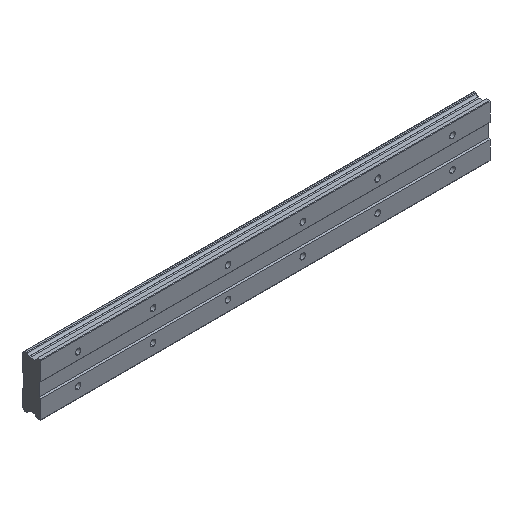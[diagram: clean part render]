
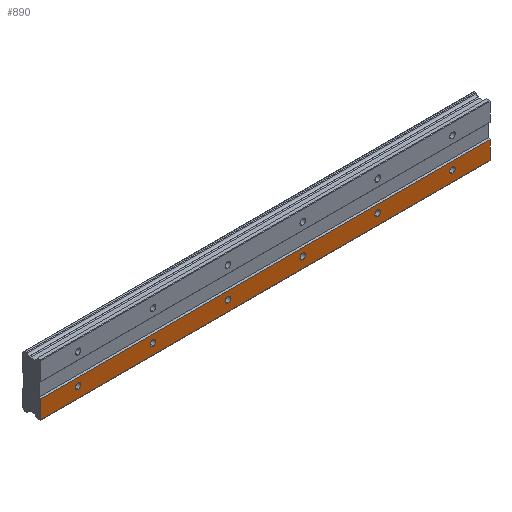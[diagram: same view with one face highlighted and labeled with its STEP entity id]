
A CAD part, isometric view. The second image highlights one B-rep face of the part: STEP entity #890.
In plain terms, the highlighted planar face has unit normal (0, -1, 0).
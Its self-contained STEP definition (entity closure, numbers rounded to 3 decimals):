
#26 = DIRECTION ( 'NONE',  ( 1., 0., 0. ) ) ;
#100 = CARTESIAN_POINT ( 'NONE',  ( 120., 0., -9.75 ) ) ;
#123 = ORIENTED_EDGE ( 'NONE', *, *, #2890, .F. ) ;
#155 = CIRCLE ( 'NONE', #734, 2.25 ) ;
#165 = DIRECTION ( 'NONE',  ( 0., 0., 1. ) ) ;
#197 = DIRECTION ( 'NONE',  ( 0., -1., 0. ) ) ;
#217 = LINE ( 'NONE', #914, #441 ) ;
#222 = DIRECTION ( 'NONE',  ( 0., 0., 1. ) ) ;
#237 = EDGE_LOOP ( 'NONE', ( #487, #2453 ) ) ;
#297 = CIRCLE ( 'NONE', #2177, 2.25 ) ;
#345 = AXIS2_PLACEMENT_3D ( 'NONE', #1544, #2044, #1575 ) ;
#350 = CARTESIAN_POINT ( 'NONE',  ( 60., 0., -12. ) ) ;
#368 = EDGE_CURVE ( 'NONE', #1877, #1425, #2352, .T. ) ;
#377 = CARTESIAN_POINT ( 'NONE',  ( 330., 0., -6. ) ) ;
#410 = EDGE_CURVE ( 'NONE', #2882, #1042, #752, .T. ) ;
#422 = DIRECTION ( 'NONE',  ( 0., 0., 1. ) ) ;
#432 = CARTESIAN_POINT ( 'NONE',  ( 240., 0., -12. ) ) ;
#434 = CARTESIAN_POINT ( 'NONE',  ( 0., 0., -12. ) ) ;
#441 = VECTOR ( 'NONE', #2314, 1000. ) ;
#443 = DIRECTION ( 'NONE',  ( 0., 0., 1. ) ) ;
#447 = VECTOR ( 'NONE', #1376, 1000. ) ;
#454 = LINE ( 'NONE', #711, #1342 ) ;
#461 = DIRECTION ( 'NONE',  ( 0., 1., 0. ) ) ;
#465 = DIRECTION ( 'NONE',  ( 0., -1., 0. ) ) ;
#467 = AXIS2_PLACEMENT_3D ( 'NONE', #2575, #2793, #165 ) ;
#475 = FACE_BOUND ( 'NONE', #237, .T. ) ;
#479 = ORIENTED_EDGE ( 'NONE', *, *, #1317, .F. ) ;
#487 = ORIENTED_EDGE ( 'NONE', *, *, #1923, .F. ) ;
#574 = ORIENTED_EDGE ( 'NONE', *, *, #1942, .F. ) ;
#615 = CARTESIAN_POINT ( 'NONE',  ( 240., 0., -14.25 ) ) ;
#624 = CARTESIAN_POINT ( 'NONE',  ( 240., 0., -9.75 ) ) ;
#639 = AXIS2_PLACEMENT_3D ( 'NONE', #1850, #2775, #2555 ) ;
#674 = VERTEX_POINT ( 'NONE', #624 ) ;
#675 = FACE_OUTER_BOUND ( 'NONE', #1213, .T. ) ;
#678 = CARTESIAN_POINT ( 'NONE',  ( 240., 0., -12. ) ) ;
#680 = DIRECTION ( 'NONE',  ( 0., -1., 0. ) ) ;
#684 = EDGE_CURVE ( 'NONE', #1217, #723, #781, .T. ) ;
#711 = CARTESIAN_POINT ( 'NONE',  ( 330., 0., -6. ) ) ;
#720 = DIRECTION ( 'NONE',  ( 0., -1., 0. ) ) ;
#723 = VERTEX_POINT ( 'NONE', #2307 ) ;
#734 = AXIS2_PLACEMENT_3D ( 'NONE', #678, #2789, #222 ) ;
#752 = CIRCLE ( 'NONE', #2492, 2.25 ) ;
#759 = LINE ( 'NONE', #978, #1990 ) ;
#781 = CIRCLE ( 'NONE', #345, 2.25 ) ;
#786 = CIRCLE ( 'NONE', #2726, 2.25 ) ;
#814 = EDGE_LOOP ( 'NONE', ( #1982, #1526 ) ) ;
#834 = CARTESIAN_POINT ( 'NONE',  ( 330., 0., -20.5 ) ) ;
#890 = ADVANCED_FACE ( 'NONE', ( #675, #2565, #1673, #475, #2612, #2585, #950 ), #1906, .F. ) ;
#914 = CARTESIAN_POINT ( 'NONE',  ( 330., 0., -20.5 ) ) ;
#920 = DIRECTION ( 'NONE',  ( 0., 0., 1. ) ) ;
#950 = FACE_BOUND ( 'NONE', #2215, .T. ) ;
#978 = CARTESIAN_POINT ( 'NONE',  ( 330., 0., 20.827 ) ) ;
#985 = AXIS2_PLACEMENT_3D ( 'NONE', #350, #2471, #1043 ) ;
#1038 = AXIS2_PLACEMENT_3D ( 'NONE', #2841, #461, #443 ) ;
#1041 = ORIENTED_EDGE ( 'NONE', *, *, #2063, .T. ) ;
#1042 = VERTEX_POINT ( 'NONE', #1270 ) ;
#1043 = DIRECTION ( 'NONE',  ( 0., 0., 1. ) ) ;
#1085 = CARTESIAN_POINT ( 'NONE',  ( 60., 0., -14.25 ) ) ;
#1095 = DIRECTION ( 'NONE',  ( 0., 0., 1. ) ) ;
#1102 = EDGE_CURVE ( 'NONE', #1232, #1708, #1934, .T. ) ;
#1147 = CARTESIAN_POINT ( 'NONE',  ( 300., 0., -14.25 ) ) ;
#1151 = CARTESIAN_POINT ( 'NONE',  ( 120., 0., -12. ) ) ;
#1188 = AXIS2_PLACEMENT_3D ( 'NONE', #432, #465, #2540 ) ;
#1193 = CIRCLE ( 'NONE', #2527, 2.25 ) ;
#1200 = ORIENTED_EDGE ( 'NONE', *, *, #1584, .F. ) ;
#1213 = EDGE_LOOP ( 'NONE', ( #479, #123, #2325, #1041 ) ) ;
#1217 = VERTEX_POINT ( 'NONE', #2268 ) ;
#1226 = CARTESIAN_POINT ( 'NONE',  ( -30., 0., -20.5 ) ) ;
#1232 = VERTEX_POINT ( 'NONE', #1085 ) ;
#1270 = CARTESIAN_POINT ( 'NONE',  ( 120., 0., -14.25 ) ) ;
#1317 = EDGE_CURVE ( 'NONE', #2976, #2403, #217, .T. ) ;
#1342 = VECTOR ( 'NONE', #26, 1000. ) ;
#1376 = DIRECTION ( 'NONE',  ( 0., 0., -1. ) ) ;
#1425 = VERTEX_POINT ( 'NONE', #1466 ) ;
#1441 = CIRCLE ( 'NONE', #1841, 2.25 ) ;
#1466 = CARTESIAN_POINT ( 'NONE',  ( 300., 0., -9.75 ) ) ;
#1499 = VERTEX_POINT ( 'NONE', #2709 ) ;
#1525 = VERTEX_POINT ( 'NONE', #377 ) ;
#1526 = ORIENTED_EDGE ( 'NONE', *, *, #2262, .F. ) ;
#1544 = CARTESIAN_POINT ( 'NONE',  ( 0., 0., -12. ) ) ;
#1575 = DIRECTION ( 'NONE',  ( 0., 0., 1. ) ) ;
#1576 = EDGE_LOOP ( 'NONE', ( #2075, #1831 ) ) ;
#1584 = EDGE_CURVE ( 'NONE', #1425, #1877, #297, .T. ) ;
#1588 = AXIS2_PLACEMENT_3D ( 'NONE', #434, #1866, #2157 ) ;
#1673 = FACE_BOUND ( 'NONE', #3003, .T. ) ;
#1708 = VERTEX_POINT ( 'NONE', #2620 ) ;
#1711 = CARTESIAN_POINT ( 'NONE',  ( 180., 0., -14.25 ) ) ;
#1744 = CARTESIAN_POINT ( 'NONE',  ( 180., 0., -9.75 ) ) ;
#1802 = VERTEX_POINT ( 'NONE', #615 ) ;
#1817 = VERTEX_POINT ( 'NONE', #1744 ) ;
#1828 = EDGE_LOOP ( 'NONE', ( #2911, #2621 ) ) ;
#1831 = ORIENTED_EDGE ( 'NONE', *, *, #2587, .F. ) ;
#1841 = AXIS2_PLACEMENT_3D ( 'NONE', #2375, #720, #2329 ) ;
#1850 = CARTESIAN_POINT ( 'NONE',  ( 60., 0., -12. ) ) ;
#1866 = DIRECTION ( 'NONE',  ( 0., -1., 0. ) ) ;
#1873 = EDGE_CURVE ( 'NONE', #1802, #674, #2769, .T. ) ;
#1877 = VERTEX_POINT ( 'NONE', #1147 ) ;
#1906 = PLANE ( 'NONE',  #1038 ) ;
#1923 = EDGE_CURVE ( 'NONE', #674, #1802, #155, .T. ) ;
#1934 = CIRCLE ( 'NONE', #985, 2.25 ) ;
#1936 = DIRECTION ( 'NONE',  ( 0., 0., -1. ) ) ;
#1942 = EDGE_CURVE ( 'NONE', #1708, #1232, #2427, .T. ) ;
#1982 = ORIENTED_EDGE ( 'NONE', *, *, #684, .F. ) ;
#1990 = VECTOR ( 'NONE', #1936, 1000. ) ;
#2044 = DIRECTION ( 'NONE',  ( 0., -1., 0. ) ) ;
#2063 = EDGE_CURVE ( 'NONE', #1499, #2403, #2338, .T. ) ;
#2075 = ORIENTED_EDGE ( 'NONE', *, *, #410, .F. ) ;
#2157 = DIRECTION ( 'NONE',  ( 0., 0., 1. ) ) ;
#2173 = ORIENTED_EDGE ( 'NONE', *, *, #1102, .F. ) ;
#2177 = AXIS2_PLACEMENT_3D ( 'NONE', #2559, #197, #422 ) ;
#2215 = EDGE_LOOP ( 'NONE', ( #574, #2173 ) ) ;
#2245 = EDGE_CURVE ( 'NONE', #1499, #1525, #454, .T. ) ;
#2247 = DIRECTION ( 'NONE',  ( 0., 0., 1. ) ) ;
#2262 = EDGE_CURVE ( 'NONE', #723, #1217, #2916, .T. ) ;
#2268 = CARTESIAN_POINT ( 'NONE',  ( 0., 0., -9.75 ) ) ;
#2288 = EDGE_CURVE ( 'NONE', #1817, #2899, #1441, .T. ) ;
#2307 = CARTESIAN_POINT ( 'NONE',  ( 0., 0., -14.25 ) ) ;
#2308 = CARTESIAN_POINT ( 'NONE',  ( 120., 0., -12. ) ) ;
#2314 = DIRECTION ( 'NONE',  ( -1., 0., 0. ) ) ;
#2325 = ORIENTED_EDGE ( 'NONE', *, *, #2245, .F. ) ;
#2329 = DIRECTION ( 'NONE',  ( 0., 0., 1. ) ) ;
#2338 = LINE ( 'NONE', #2582, #447 ) ;
#2352 = CIRCLE ( 'NONE', #467, 2.25 ) ;
#2375 = CARTESIAN_POINT ( 'NONE',  ( 180., 0., -12. ) ) ;
#2403 = VERTEX_POINT ( 'NONE', #1226 ) ;
#2427 = CIRCLE ( 'NONE', #639, 2.25 ) ;
#2453 = ORIENTED_EDGE ( 'NONE', *, *, #1873, .F. ) ;
#2471 = DIRECTION ( 'NONE',  ( 0., -1., 0. ) ) ;
#2492 = AXIS2_PLACEMENT_3D ( 'NONE', #1151, #680, #1095 ) ;
#2527 = AXIS2_PLACEMENT_3D ( 'NONE', #2308, #2984, #2247 ) ;
#2540 = DIRECTION ( 'NONE',  ( 0., 0., 1. ) ) ;
#2555 = DIRECTION ( 'NONE',  ( 0., 0., 1. ) ) ;
#2559 = CARTESIAN_POINT ( 'NONE',  ( 300., 0., -12. ) ) ;
#2565 = FACE_BOUND ( 'NONE', #814, .T. ) ;
#2575 = CARTESIAN_POINT ( 'NONE',  ( 300., 0., -12. ) ) ;
#2582 = CARTESIAN_POINT ( 'NONE',  ( -30., 0., 20.827 ) ) ;
#2585 = FACE_BOUND ( 'NONE', #1576, .T. ) ;
#2587 = EDGE_CURVE ( 'NONE', #1042, #2882, #1193, .T. ) ;
#2612 = FACE_BOUND ( 'NONE', #1828, .T. ) ;
#2620 = CARTESIAN_POINT ( 'NONE',  ( 60., 0., -9.75 ) ) ;
#2621 = ORIENTED_EDGE ( 'NONE', *, *, #2734, .F. ) ;
#2709 = CARTESIAN_POINT ( 'NONE',  ( -30., 0., -6. ) ) ;
#2726 = AXIS2_PLACEMENT_3D ( 'NONE', #2831, #2842, #920 ) ;
#2734 = EDGE_CURVE ( 'NONE', #2899, #1817, #786, .T. ) ;
#2769 = CIRCLE ( 'NONE', #1188, 2.25 ) ;
#2775 = DIRECTION ( 'NONE',  ( 0., -1., 0. ) ) ;
#2789 = DIRECTION ( 'NONE',  ( 0., -1., 0. ) ) ;
#2793 = DIRECTION ( 'NONE',  ( 0., -1., 0. ) ) ;
#2831 = CARTESIAN_POINT ( 'NONE',  ( 180., 0., -12. ) ) ;
#2841 = CARTESIAN_POINT ( 'NONE',  ( 330., 0., -6. ) ) ;
#2842 = DIRECTION ( 'NONE',  ( 0., -1., 0. ) ) ;
#2882 = VERTEX_POINT ( 'NONE', #100 ) ;
#2890 = EDGE_CURVE ( 'NONE', #1525, #2976, #759, .T. ) ;
#2899 = VERTEX_POINT ( 'NONE', #1711 ) ;
#2902 = ORIENTED_EDGE ( 'NONE', *, *, #368, .F. ) ;
#2911 = ORIENTED_EDGE ( 'NONE', *, *, #2288, .F. ) ;
#2916 = CIRCLE ( 'NONE', #1588, 2.25 ) ;
#2976 = VERTEX_POINT ( 'NONE', #834 ) ;
#2984 = DIRECTION ( 'NONE',  ( 0., -1., 0. ) ) ;
#3003 = EDGE_LOOP ( 'NONE', ( #1200, #2902 ) ) ;
